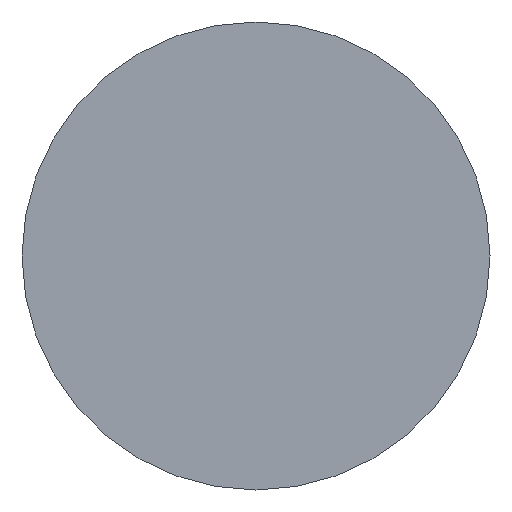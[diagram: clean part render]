
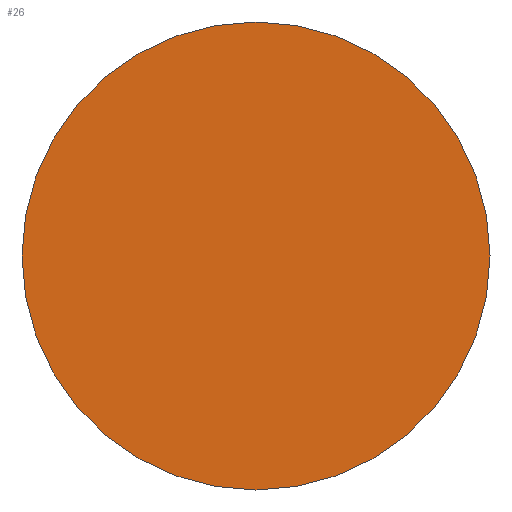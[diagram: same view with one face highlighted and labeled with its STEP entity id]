
A CAD part, left-side view. The second image highlights one B-rep face of the part: STEP entity #26.
In plain terms, the highlighted planar face has unit normal (-1, 0, 0).
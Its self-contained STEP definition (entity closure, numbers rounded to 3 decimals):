
#6 = CARTESIAN_POINT ( 'NONE',  ( -0.75, 0., -12.7 ) ) ;
#21 = CIRCLE ( 'NONE', #22, 12.7 ) ;
#22 = AXIS2_PLACEMENT_3D ( 'NONE', #127, #55, #79 ) ;
#26 = ADVANCED_FACE ( 'NONE', ( #60 ), #154, .F. ) ;
#35 = DIRECTION ( 'NONE',  ( 0., 0., -1. ) ) ;
#43 = EDGE_CURVE ( 'NONE', #164, #107, #21, .T. ) ;
#45 = ORIENTED_EDGE ( 'NONE', *, *, #130, .F. ) ;
#55 = DIRECTION ( 'NONE',  ( 1., 0., 0. ) ) ;
#60 = FACE_OUTER_BOUND ( 'NONE', #86, .T. ) ;
#65 = CARTESIAN_POINT ( 'NONE',  ( -0.75, 0., 0. ) ) ;
#71 = CARTESIAN_POINT ( 'NONE',  ( -0.75, 0., 0. ) ) ;
#76 = DIRECTION ( 'NONE',  ( 0., 0., -1. ) ) ;
#79 = DIRECTION ( 'NONE',  ( 0., 0., -1. ) ) ;
#82 = CARTESIAN_POINT ( 'NONE',  ( -0.75, 0., 12.7 ) ) ;
#86 = EDGE_LOOP ( 'NONE', ( #161, #45 ) ) ;
#89 = DIRECTION ( 'NONE',  ( 1., 0., 0. ) ) ;
#91 = AXIS2_PLACEMENT_3D ( 'NONE', #65, #89, #76 ) ;
#106 = CIRCLE ( 'NONE', #124, 12.7 ) ;
#107 = VERTEX_POINT ( 'NONE', #6 ) ;
#124 = AXIS2_PLACEMENT_3D ( 'NONE', #71, #135, #35 ) ;
#127 = CARTESIAN_POINT ( 'NONE',  ( -0.75, 0., 0. ) ) ;
#130 = EDGE_CURVE ( 'NONE', #107, #164, #106, .T. ) ;
#135 = DIRECTION ( 'NONE',  ( 1., 0., 0. ) ) ;
#154 = PLANE ( 'NONE',  #91 ) ;
#161 = ORIENTED_EDGE ( 'NONE', *, *, #43, .F. ) ;
#164 = VERTEX_POINT ( 'NONE', #82 ) ;
